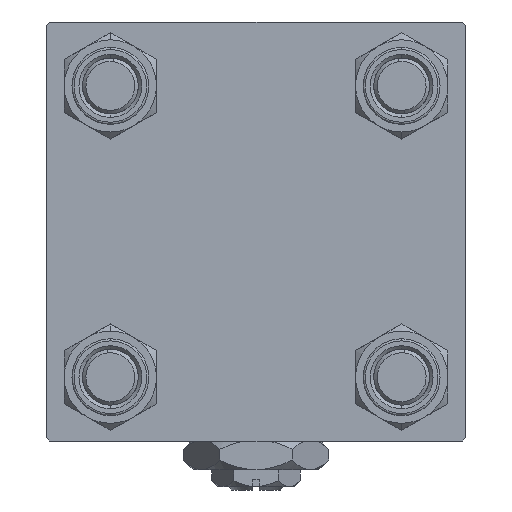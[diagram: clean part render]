
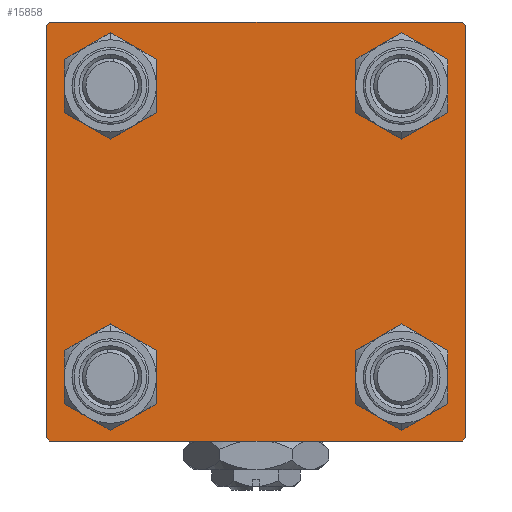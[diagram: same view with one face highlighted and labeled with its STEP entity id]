
A CAD part, left-side view. The second image highlights one B-rep face of the part: STEP entity #15858.
In plain terms, the highlighted planar face has unit normal (-1, 0, 0).
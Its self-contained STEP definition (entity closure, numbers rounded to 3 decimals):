
#274 = VECTOR ( 'NONE', #8906, 1000. ) ;
#488 = VERTEX_POINT ( 'NONE', #4568 ) ;
#515 = EDGE_CURVE ( 'NONE', #51197, #33959, #36934, .T. ) ;
#986 = ORIENTED_EDGE ( 'NONE', *, *, #14397, .T. ) ;
#1281 = EDGE_CURVE ( 'NONE', #36842, #34356, #51524, .T. ) ;
#1396 = AXIS2_PLACEMENT_3D ( 'NONE', #3471, #51209, #7473 ) ;
#2073 = ORIENTED_EDGE ( 'NONE', *, *, #17963, .T. ) ;
#2202 = DIRECTION ( 'NONE',  ( 0., 0.707, -0.707 ) ) ;
#2570 = VECTOR ( 'NONE', #25324, 1000. ) ;
#3471 = CARTESIAN_POINT ( 'NONE',  ( 0., -20.85, -20.85 ) ) ;
#3972 = AXIS2_PLACEMENT_3D ( 'NONE', #9692, #41683, #21421 ) ;
#4186 = DIRECTION ( 'NONE',  ( 0., 0., 1. ) ) ;
#4255 = FACE_OUTER_BOUND ( 'NONE', #36540, .T. ) ;
#4346 = VECTOR ( 'NONE', #24685, 1000. ) ;
#4568 = CARTESIAN_POINT ( 'NONE',  ( 0., -30., -29.5 ) ) ;
#4659 = VECTOR ( 'NONE', #47696, 1000. ) ;
#4945 = CARTESIAN_POINT ( 'NONE',  ( 0., 29.5, 30. ) ) ;
#5215 = EDGE_CURVE ( 'NONE', #16408, #19675, #37799, .T. ) ;
#5297 = ORIENTED_EDGE ( 'NONE', *, *, #7856, .T. ) ;
#5729 = ORIENTED_EDGE ( 'NONE', *, *, #13774, .T. ) ;
#5733 = VERTEX_POINT ( 'NONE', #25145 ) ;
#5772 = CARTESIAN_POINT ( 'NONE',  ( 0., -20.85, 20.85 ) ) ;
#6502 = ORIENTED_EDGE ( 'NONE', *, *, #38176, .T. ) ;
#7473 = DIRECTION ( 'NONE',  ( 0., 0., 1. ) ) ;
#7856 = EDGE_CURVE ( 'NONE', #26437, #48680, #48119, .T. ) ;
#8022 = DIRECTION ( 'NONE',  ( 0., 0., 1. ) ) ;
#8432 = CARTESIAN_POINT ( 'NONE',  ( 0., -29.75, -29.75 ) ) ;
#8472 = EDGE_LOOP ( 'NONE', ( #50876, #11029 ) ) ;
#8716 = DIRECTION ( 'NONE',  ( 1., 0., 0. ) ) ;
#8906 = DIRECTION ( 'NONE',  ( 0., -1., 0. ) ) ;
#9103 = DIRECTION ( 'NONE',  ( 0., 0., 1. ) ) ;
#9341 = EDGE_CURVE ( 'NONE', #19675, #16408, #34609, .T. ) ;
#9597 = LINE ( 'NONE', #25587, #2570 ) ;
#9692 = CARTESIAN_POINT ( 'NONE',  ( 0., -20.85, 20.85 ) ) ;
#10123 = CARTESIAN_POINT ( 'NONE',  ( 0., -30., 30. ) ) ;
#10851 = CARTESIAN_POINT ( 'NONE',  ( 0., -29.75, 29.75 ) ) ;
#11029 = ORIENTED_EDGE ( 'NONE', *, *, #13715, .T. ) ;
#11405 = ORIENTED_EDGE ( 'NONE', *, *, #42084, .F. ) ;
#12501 = CIRCLE ( 'NONE', #22680, 4.5 ) ;
#12579 = DIRECTION ( 'NONE',  ( 1., 0., 0. ) ) ;
#13455 = ORIENTED_EDGE ( 'NONE', *, *, #46795, .T. ) ;
#13715 = EDGE_CURVE ( 'NONE', #33959, #51197, #12501, .T. ) ;
#13774 = EDGE_CURVE ( 'NONE', #5733, #45146, #42841, .T. ) ;
#14397 = EDGE_CURVE ( 'NONE', #52263, #51135, #29512, .T. ) ;
#14801 = AXIS2_PLACEMENT_3D ( 'NONE', #23493, #51769, #8022 ) ;
#15858 = ADVANCED_FACE ( 'NONE', ( #37824, #24511, #40775, #32780, #4255 ), #41566, .T. ) ;
#15894 = CARTESIAN_POINT ( 'NONE',  ( 0., 20.85, 25.35 ) ) ;
#16138 = ORIENTED_EDGE ( 'NONE', *, *, #1281, .T. ) ;
#16408 = VERTEX_POINT ( 'NONE', #40508 ) ;
#16420 = LINE ( 'NONE', #8432, #4346 ) ;
#16511 = CARTESIAN_POINT ( 'NONE',  ( 0., 0., 0. ) ) ;
#16642 = CARTESIAN_POINT ( 'NONE',  ( 0., 20.85, -25.35 ) ) ;
#16939 = ORIENTED_EDGE ( 'NONE', *, *, #26524, .T. ) ;
#17426 = CARTESIAN_POINT ( 'NONE',  ( 0., 30., 30. ) ) ;
#17963 = EDGE_CURVE ( 'NONE', #51135, #52263, #50104, .T. ) ;
#18224 = AXIS2_PLACEMENT_3D ( 'NONE', #25395, #33924, #34443 ) ;
#19494 = CARTESIAN_POINT ( 'NONE',  ( 0., -20.85, 25.35 ) ) ;
#19675 = VERTEX_POINT ( 'NONE', #22690 ) ;
#21421 = DIRECTION ( 'NONE',  ( 0., 0., 1. ) ) ;
#21545 = CARTESIAN_POINT ( 'NONE',  ( 0., -20.85, 16.35 ) ) ;
#22104 = CARTESIAN_POINT ( 'NONE',  ( 0., 20.85, 16.35 ) ) ;
#22680 = AXIS2_PLACEMENT_3D ( 'NONE', #29351, #45624, #9103 ) ;
#22690 = CARTESIAN_POINT ( 'NONE',  ( 0., -20.85, -16.35 ) ) ;
#23493 = CARTESIAN_POINT ( 'NONE',  ( 0., -20.85, -20.85 ) ) ;
#24438 = CARTESIAN_POINT ( 'NONE',  ( 0., 20.85, 20.85 ) ) ;
#24511 = FACE_BOUND ( 'NONE', #39112, .T. ) ;
#24685 = DIRECTION ( 'NONE',  ( 0., -0.707, 0.707 ) ) ;
#24870 = CARTESIAN_POINT ( 'NONE',  ( 0., 29.5, -30. ) ) ;
#25041 = CIRCLE ( 'NONE', #18224, 4.5 ) ;
#25145 = CARTESIAN_POINT ( 'NONE',  ( 0., -30., 29.5 ) ) ;
#25324 = DIRECTION ( 'NONE',  ( 0., 0., -1. ) ) ;
#25395 = CARTESIAN_POINT ( 'NONE',  ( 0., 20.85, 20.85 ) ) ;
#25587 = CARTESIAN_POINT ( 'NONE',  ( 0., 30., 30. ) ) ;
#25603 = CARTESIAN_POINT ( 'NONE',  ( 0., 20.85, -16.35 ) ) ;
#25760 = DIRECTION ( 'NONE',  ( 1., 0., 0. ) ) ;
#26437 = VERTEX_POINT ( 'NONE', #22104 ) ;
#26524 = EDGE_CURVE ( 'NONE', #34356, #39715, #9597, .T. ) ;
#26856 = VECTOR ( 'NONE', #38308, 1000. ) ;
#27831 = EDGE_CURVE ( 'NONE', #52740, #488, #16420, .T. ) ;
#28547 = CARTESIAN_POINT ( 'NONE',  ( 0., 30., -30. ) ) ;
#28815 = LINE ( 'NONE', #28547, #31784 ) ;
#29351 = CARTESIAN_POINT ( 'NONE',  ( 0., 20.85, -20.85 ) ) ;
#29512 = CIRCLE ( 'NONE', #3972, 4.5 ) ;
#30300 = EDGE_LOOP ( 'NONE', ( #46562, #5297 ) ) ;
#30473 = CARTESIAN_POINT ( 'NONE',  ( 0., 29.75, 29.75 ) ) ;
#30936 = VECTOR ( 'NONE', #2202, 1000. ) ;
#31061 = EDGE_LOOP ( 'NONE', ( #2073, #986 ) ) ;
#31784 = VECTOR ( 'NONE', #44834, 1000. ) ;
#31932 = CARTESIAN_POINT ( 'NONE',  ( 0., 30., -29.5 ) ) ;
#31935 = AXIS2_PLACEMENT_3D ( 'NONE', #24438, #8716, #4186 ) ;
#32671 = AXIS2_PLACEMENT_3D ( 'NONE', #45888, #12579, #37364 ) ;
#32780 = FACE_BOUND ( 'NONE', #30300, .T. ) ;
#33924 = DIRECTION ( 'NONE',  ( 1., 0., 0. ) ) ;
#33959 = VERTEX_POINT ( 'NONE', #16642 ) ;
#34356 = VERTEX_POINT ( 'NONE', #37638 ) ;
#34443 = DIRECTION ( 'NONE',  ( 0., 0., 1. ) ) ;
#34609 = CIRCLE ( 'NONE', #1396, 4.5 ) ;
#36540 = EDGE_LOOP ( 'NONE', ( #16939, #13455, #6502, #43123, #11405, #5729, #50098, #16138 ) ) ;
#36842 = VERTEX_POINT ( 'NONE', #4945 ) ;
#36934 = CIRCLE ( 'NONE', #32671, 4.5 ) ;
#37364 = DIRECTION ( 'NONE',  ( 0., 0., 1. ) ) ;
#37638 = CARTESIAN_POINT ( 'NONE',  ( 0., 30., 29.5 ) ) ;
#37799 = CIRCLE ( 'NONE', #14801, 4.5 ) ;
#37824 = FACE_BOUND ( 'NONE', #31061, .T. ) ;
#38176 = EDGE_CURVE ( 'NONE', #40353, #52740, #28815, .T. ) ;
#38308 = DIRECTION ( 'NONE',  ( 0., -0.707, -0.707 ) ) ;
#38589 = EDGE_CURVE ( 'NONE', #36842, #45146, #49430, .T. ) ;
#39112 = EDGE_LOOP ( 'NONE', ( #43331, #39585 ) ) ;
#39585 = ORIENTED_EDGE ( 'NONE', *, *, #5215, .T. ) ;
#39594 = CARTESIAN_POINT ( 'NONE',  ( 0., -29.5, -30. ) ) ;
#39715 = VERTEX_POINT ( 'NONE', #31932 ) ;
#40353 = VERTEX_POINT ( 'NONE', #24870 ) ;
#40444 = EDGE_CURVE ( 'NONE', #48680, #26437, #25041, .T. ) ;
#40508 = CARTESIAN_POINT ( 'NONE',  ( 0., -20.85, -25.35 ) ) ;
#40649 = AXIS2_PLACEMENT_3D ( 'NONE', #16511, #49834, #41036 ) ;
#40775 = FACE_BOUND ( 'NONE', #8472, .T. ) ;
#41036 = DIRECTION ( 'NONE',  ( 0., 0., 1. ) ) ;
#41566 = PLANE ( 'NONE',  #40649 ) ;
#41683 = DIRECTION ( 'NONE',  ( 1., 0., 0. ) ) ;
#41786 = CARTESIAN_POINT ( 'NONE',  ( 0., 29.75, -29.75 ) ) ;
#42084 = EDGE_CURVE ( 'NONE', #5733, #488, #51708, .T. ) ;
#42841 = LINE ( 'NONE', #10851, #49959 ) ;
#43123 = ORIENTED_EDGE ( 'NONE', *, *, #27831, .T. ) ;
#43331 = ORIENTED_EDGE ( 'NONE', *, *, #9341, .T. ) ;
#44161 = AXIS2_PLACEMENT_3D ( 'NONE', #5772, #25760, #45788 ) ;
#44834 = DIRECTION ( 'NONE',  ( 0., -1., 0. ) ) ;
#45146 = VERTEX_POINT ( 'NONE', #51275 ) ;
#45624 = DIRECTION ( 'NONE',  ( 1., 0., 0. ) ) ;
#45788 = DIRECTION ( 'NONE',  ( 0., 0., 1. ) ) ;
#45888 = CARTESIAN_POINT ( 'NONE',  ( 0., 20.85, -20.85 ) ) ;
#46562 = ORIENTED_EDGE ( 'NONE', *, *, #40444, .T. ) ;
#46795 = EDGE_CURVE ( 'NONE', #39715, #40353, #47087, .T. ) ;
#47087 = LINE ( 'NONE', #41786, #26856 ) ;
#47106 = DIRECTION ( 'NONE',  ( 0., 0.707, 0.707 ) ) ;
#47696 = DIRECTION ( 'NONE',  ( 0., 0., -1. ) ) ;
#48119 = CIRCLE ( 'NONE', #31935, 4.5 ) ;
#48680 = VERTEX_POINT ( 'NONE', #15894 ) ;
#49430 = LINE ( 'NONE', #17426, #274 ) ;
#49834 = DIRECTION ( 'NONE',  ( -1., 0., 0. ) ) ;
#49959 = VECTOR ( 'NONE', #47106, 1000. ) ;
#50098 = ORIENTED_EDGE ( 'NONE', *, *, #38589, .F. ) ;
#50104 = CIRCLE ( 'NONE', #44161, 4.5 ) ;
#50876 = ORIENTED_EDGE ( 'NONE', *, *, #515, .T. ) ;
#51135 = VERTEX_POINT ( 'NONE', #19494 ) ;
#51197 = VERTEX_POINT ( 'NONE', #25603 ) ;
#51209 = DIRECTION ( 'NONE',  ( 1., 0., 0. ) ) ;
#51275 = CARTESIAN_POINT ( 'NONE',  ( 0., -29.5, 30. ) ) ;
#51524 = LINE ( 'NONE', #30473, #30936 ) ;
#51708 = LINE ( 'NONE', #10123, #4659 ) ;
#51769 = DIRECTION ( 'NONE',  ( 1., 0., 0. ) ) ;
#52263 = VERTEX_POINT ( 'NONE', #21545 ) ;
#52740 = VERTEX_POINT ( 'NONE', #39594 ) ;
